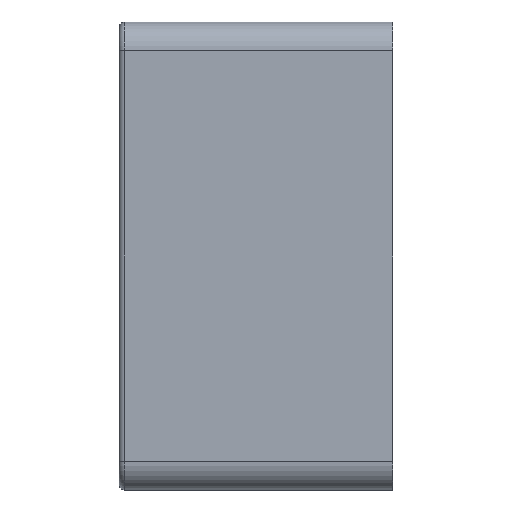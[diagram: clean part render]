
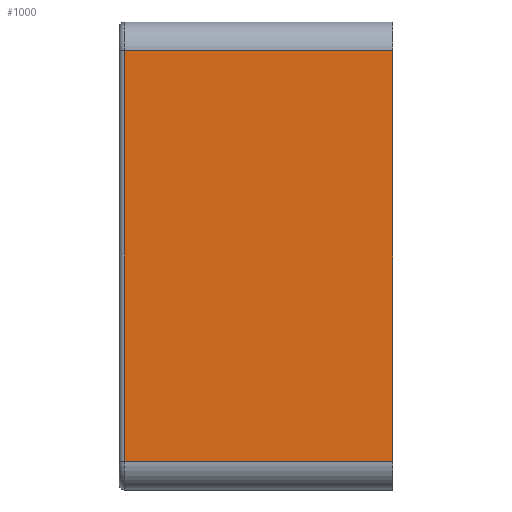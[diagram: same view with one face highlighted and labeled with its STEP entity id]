
A CAD part, left-side view. The second image highlights one B-rep face of the part: STEP entity #1000.
In plain terms, the highlighted planar face has unit normal (-1, 0, 0).
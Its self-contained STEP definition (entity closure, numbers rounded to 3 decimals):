
#102 = CARTESIAN_POINT ( 'NONE',  ( -2.05, 2.4, 1.8 ) ) ;
#148 = ORIENTED_EDGE ( 'NONE', *, *, #590, .T. ) ;
#234 = LINE ( 'NONE', #976, #1569 ) ;
#295 = DIRECTION ( 'NONE',  ( 0., 0., -1. ) ) ;
#362 = VERTEX_POINT ( 'NONE', #1142 ) ;
#428 = EDGE_CURVE ( 'NONE', #1725, #516, #234, .T. ) ;
#516 = VERTEX_POINT ( 'NONE', #1349 ) ;
#531 = DIRECTION ( 'NONE',  ( 0., -1., 0. ) ) ;
#590 = EDGE_CURVE ( 'NONE', #1303, #362, #1190, .T. ) ;
#860 = FACE_OUTER_BOUND ( 'NONE', #1999, .T. ) ;
#879 = EDGE_CURVE ( 'NONE', #362, #1725, #968, .T. ) ;
#917 = VECTOR ( 'NONE', #1839, 1000. ) ;
#968 = LINE ( 'NONE', #102, #917 ) ;
#976 = CARTESIAN_POINT ( 'NONE',  ( -2.05, 2.35, 2.05 ) ) ;
#1000 = ADVANCED_FACE ( 'NONE', ( #860 ), #1860, .F. ) ;
#1077 = CARTESIAN_POINT ( 'NONE',  ( -2.05, 2.4, -1.8 ) ) ;
#1142 = CARTESIAN_POINT ( 'NONE',  ( -2.05, 0., 1.8 ) ) ;
#1190 = LINE ( 'NONE', #1357, #1595 ) ;
#1292 = ORIENTED_EDGE ( 'NONE', *, *, #879, .T. ) ;
#1303 = VERTEX_POINT ( 'NONE', #1764 ) ;
#1346 = DIRECTION ( 'NONE',  ( 1., 0., 0. ) ) ;
#1349 = CARTESIAN_POINT ( 'NONE',  ( -2.05, 2.35, -1.8 ) ) ;
#1357 = CARTESIAN_POINT ( 'NONE',  ( -2.05, 0., 2.05 ) ) ;
#1569 = VECTOR ( 'NONE', #2202, 1000. ) ;
#1595 = VECTOR ( 'NONE', #1885, 1000. ) ;
#1725 = VERTEX_POINT ( 'NONE', #2089 ) ;
#1761 = AXIS2_PLACEMENT_3D ( 'NONE', #2043, #1346, #295 ) ;
#1764 = CARTESIAN_POINT ( 'NONE',  ( -2.05, 0., -1.8 ) ) ;
#1770 = ORIENTED_EDGE ( 'NONE', *, *, #428, .T. ) ;
#1839 = DIRECTION ( 'NONE',  ( 0., 1., 0. ) ) ;
#1860 = PLANE ( 'NONE',  #1761 ) ;
#1885 = DIRECTION ( 'NONE',  ( 0., 0., 1. ) ) ;
#1886 = LINE ( 'NONE', #1077, #2057 ) ;
#1912 = EDGE_CURVE ( 'NONE', #516, #1303, #1886, .T. ) ;
#1999 = EDGE_LOOP ( 'NONE', ( #1770, #2272, #148, #1292 ) ) ;
#2043 = CARTESIAN_POINT ( 'NONE',  ( -2.05, 2.4, 2.05 ) ) ;
#2057 = VECTOR ( 'NONE', #531, 1000. ) ;
#2089 = CARTESIAN_POINT ( 'NONE',  ( -2.05, 2.35, 1.8 ) ) ;
#2202 = DIRECTION ( 'NONE',  ( 0., 0., -1. ) ) ;
#2272 = ORIENTED_EDGE ( 'NONE', *, *, #1912, .T. ) ;
